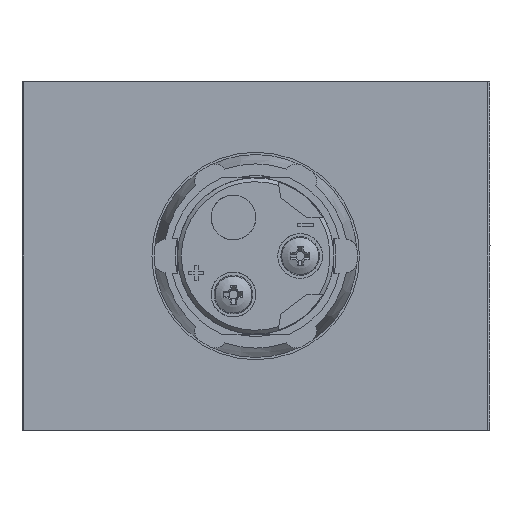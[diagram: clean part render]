
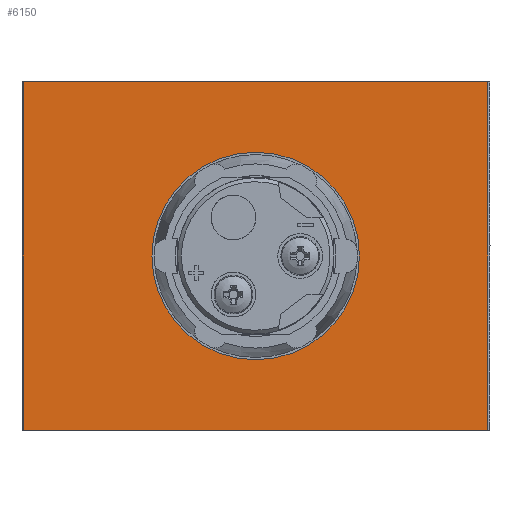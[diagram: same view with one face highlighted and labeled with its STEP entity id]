
A CAD part, left-side view. The second image highlights one B-rep face of the part: STEP entity #6150.
In plain terms, the highlighted planar face has unit normal (-1, 0, 0).
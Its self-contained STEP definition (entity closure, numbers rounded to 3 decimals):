
#5978=CARTESIAN_POINT('',(-15.704,-32.725,11.25));
#5979=VERTEX_POINT('',#5978);
#5980=CARTESIAN_POINT('',(-15.704,-32.725,22.5));
#5981=DIRECTION('',(1.0,0.0,0.0));
#5982=DIRECTION('',(0.0,0.0,1.0));
#5983=AXIS2_PLACEMENT_3D('',#5980,#5981,#5982);
#5984=CIRCLE('',#5983,11.25);
#5985=EDGE_CURVE('',#5979,#5979,#5984,.T.);
#6012=CARTESIAN_POINT('',(-15.704,-2.725,45.0));
#6013=VERTEX_POINT('',#6012);
#6032=CARTESIAN_POINT('',(-15.704,-2.725,0.0));
#6033=VERTEX_POINT('',#6032);
#6042=CARTESIAN_POINT('',(-15.704,-2.725,0.0));
#6043=DIRECTION('',(0.0,0.0,1.0));
#6044=VECTOR('',#6043,45.0);
#6045=LINE('',#6042,#6044);
#6046=EDGE_CURVE('',#6033,#6013,#6045,.T.);
#6096=CARTESIAN_POINT('',(-15.704,-62.725,45.0));
#6097=VERTEX_POINT('',#6096);
#6106=CARTESIAN_POINT('',(-15.704,-62.725,0.0));
#6107=VERTEX_POINT('',#6106);
#6108=CARTESIAN_POINT('',(-15.704,-62.725,0.0));
#6109=DIRECTION('',(0.0,0.0,1.0));
#6110=VECTOR('',#6109,45.0);
#6111=LINE('',#6108,#6110);
#6112=EDGE_CURVE('',#6107,#6097,#6111,.T.);
#6126=CARTESIAN_POINT('',(-15.704,-62.725,0.0));
#6127=DIRECTION('',(-1.0,0.0,0.0));
#6128=DIRECTION('',(0.0,0.0,1.0));
#6129=AXIS2_PLACEMENT_3D('',#6126,#6127,#6128);
#6130=PLANE('',#6129);
#6131=CARTESIAN_POINT('',(-15.704,-62.725,45.0));
#6132=DIRECTION('',(0.0,1.0,0.0));
#6133=VECTOR('',#6132,60.0);
#6134=LINE('',#6131,#6133);
#6135=EDGE_CURVE('',#6097,#6013,#6134,.T.);
#6136=ORIENTED_EDGE('',*,*,#6135,.T.);
#6137=ORIENTED_EDGE('',*,*,#6046,.F.);
#6138=CARTESIAN_POINT('',(-15.704,-2.725,0.0));
#6139=DIRECTION('',(0.0,-1.0,0.0));
#6140=VECTOR('',#6139,60.0);
#6141=LINE('',#6138,#6140);
#6142=EDGE_CURVE('',#6033,#6107,#6141,.T.);
#6143=ORIENTED_EDGE('',*,*,#6142,.T.);
#6144=ORIENTED_EDGE('',*,*,#6112,.T.);
#6145=EDGE_LOOP('',(#6136,#6137,#6143,#6144));
#6146=FACE_OUTER_BOUND('',#6145,.T.);
#6147=ORIENTED_EDGE('',*,*,#5985,.T.);
#6148=EDGE_LOOP('',(#6147));
#6149=FACE_BOUND('',#6148,.T.);
#6150=ADVANCED_FACE('',(#6146,#6149),#6130,.T.);
